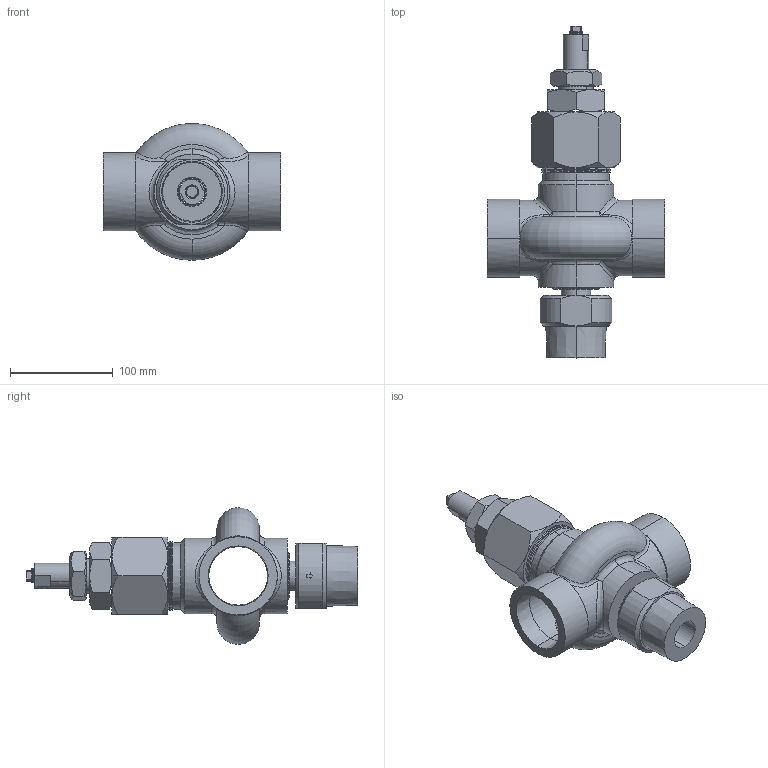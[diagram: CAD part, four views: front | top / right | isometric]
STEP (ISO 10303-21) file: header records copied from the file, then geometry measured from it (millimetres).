
FILE_DESCRIPTION (( 'STEP AP214' ), '1' );
FILE_NAME ('890731.STEP', '2016-12-07T18:51:16', ( '' ), ( '' ), 'SwSTEP 2.0', 'SolidWorks 2016', '' );
FILE_SCHEMA (( 'AUTOMOTIVE_DESIGN' ));
Length unit declared in the file: inch
Products named in the file (1): 890731
Bounding box: 172.72 x 323.29 x 133.07 mm (x, y, z)
Surface area: 147027.6 mm2 (no closed solid volume)
Topology: 0 solids, 12 shells, 188 faces, 496 edges, 312 vertices
Faces by surface type: cone 66, plane 62, cylinder 36, torus 12, bspline 8, sphere 4
Entity records: 10797 total; most frequent: CARTESIAN_POINT 3917, DIRECTION 912, ORIENTED_EDGE 891, EDGE_CURVE 492, AXIS2_PLACEMENT_3D 379, VERTEX_POINT 312, EDGE_LOOP 203, CIRCLE 198
